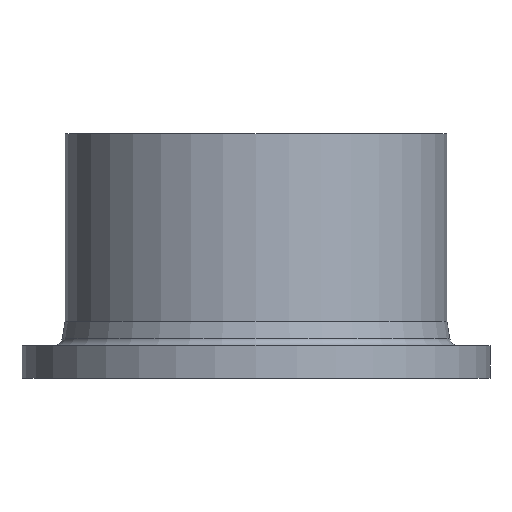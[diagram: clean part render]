
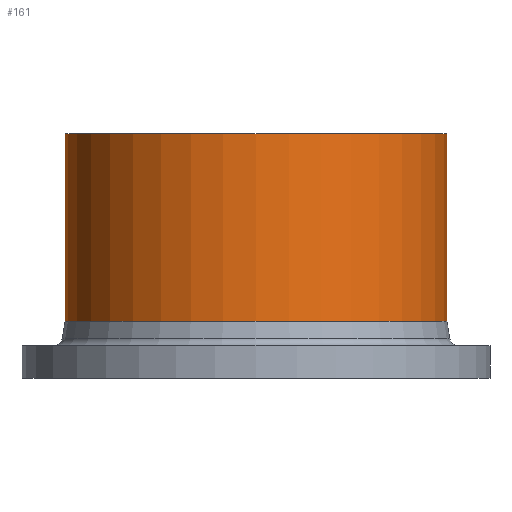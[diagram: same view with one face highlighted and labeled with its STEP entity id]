
A CAD part, front view. The second image highlights one B-rep face of the part: STEP entity #161.
In plain terms, the highlighted cylindrical face has radius 177.5 mm (diameter 355 mm), a partial arc.
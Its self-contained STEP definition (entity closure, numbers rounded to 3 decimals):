
#8 = CARTESIAN_POINT ( 'NONE',  ( 177.5, 0., 227. ) ) ;
#9 = EDGE_CURVE ( 'NONE', #158, #371, #326, .T. ) ;
#19 = LINE ( 'NONE', #248, #82 ) ;
#27 = EDGE_CURVE ( 'NONE', #30, #158, #279, .T. ) ;
#30 = VERTEX_POINT ( 'NONE', #8 ) ;
#33 = CARTESIAN_POINT ( 'NONE',  ( -177.5, 0., 227. ) ) ;
#43 = ORIENTED_EDGE ( 'NONE', *, *, #199, .T. ) ;
#58 = CARTESIAN_POINT ( 'NONE',  ( 0., 0., 0. ) ) ;
#65 = FACE_OUTER_BOUND ( 'NONE', #303, .T. ) ;
#73 = CIRCLE ( 'NONE', #90, 177.5 ) ;
#82 = VECTOR ( 'NONE', #171, 1000. ) ;
#90 = AXIS2_PLACEMENT_3D ( 'NONE', #439, #323, #361 ) ;
#98 = VECTOR ( 'NONE', #194, 1000. ) ;
#100 = DIRECTION ( 'NONE',  ( -1., 0., 0. ) ) ;
#138 = CYLINDRICAL_SURFACE ( 'NONE', #335, 177.5 ) ;
#145 = ORIENTED_EDGE ( 'NONE', *, *, #148, .T. ) ;
#148 = EDGE_CURVE ( 'NONE', #449, #371, #19, .T. ) ;
#158 = VERTEX_POINT ( 'NONE', #285 ) ;
#161 = ADVANCED_FACE ( 'NONE', ( #65 ), #138, .T. ) ;
#171 = DIRECTION ( 'NONE',  ( 0., 0., -1. ) ) ;
#194 = DIRECTION ( 'NONE',  ( 0., 0., -1. ) ) ;
#199 = EDGE_CURVE ( 'NONE', #30, #449, #73, .T. ) ;
#237 = CARTESIAN_POINT ( 'NONE',  ( 177.5, 0., 0. ) ) ;
#248 = CARTESIAN_POINT ( 'NONE',  ( -177.5, 0., 0. ) ) ;
#273 = DIRECTION ( 'NONE',  ( 0., 0., -1. ) ) ;
#277 = ORIENTED_EDGE ( 'NONE', *, *, #9, .F. ) ;
#279 = LINE ( 'NONE', #237, #98 ) ;
#285 = CARTESIAN_POINT ( 'NONE',  ( 177.5, 0., 53. ) ) ;
#303 = EDGE_LOOP ( 'NONE', ( #422, #43, #145, #277 ) ) ;
#307 = CARTESIAN_POINT ( 'NONE',  ( 0., 0., 53. ) ) ;
#323 = DIRECTION ( 'NONE',  ( 0., 0., -1. ) ) ;
#326 = CIRCLE ( 'NONE', #403, 177.5 ) ;
#335 = AXIS2_PLACEMENT_3D ( 'NONE', #58, #467, #100 ) ;
#361 = DIRECTION ( 'NONE',  ( -1., 0., 0. ) ) ;
#371 = VERTEX_POINT ( 'NONE', #412 ) ;
#403 = AXIS2_PLACEMENT_3D ( 'NONE', #307, #273, #463 ) ;
#412 = CARTESIAN_POINT ( 'NONE',  ( -177.5, 0., 53. ) ) ;
#422 = ORIENTED_EDGE ( 'NONE', *, *, #27, .F. ) ;
#439 = CARTESIAN_POINT ( 'NONE',  ( 0., 0., 227. ) ) ;
#449 = VERTEX_POINT ( 'NONE', #33 ) ;
#463 = DIRECTION ( 'NONE',  ( -1., 0., 0. ) ) ;
#467 = DIRECTION ( 'NONE',  ( 0., 0., -1. ) ) ;
